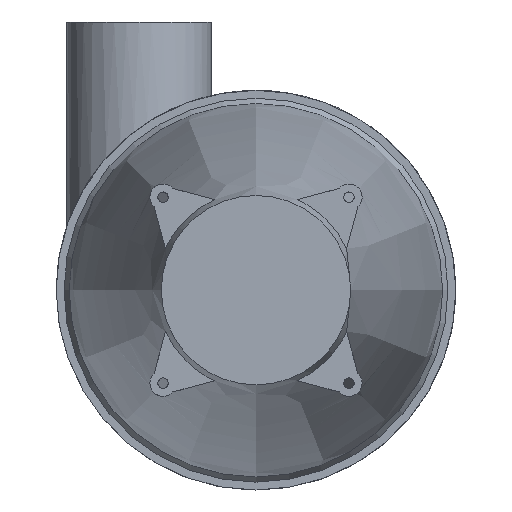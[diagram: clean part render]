
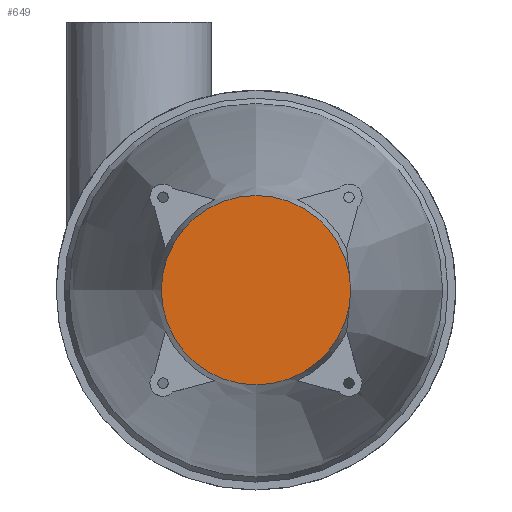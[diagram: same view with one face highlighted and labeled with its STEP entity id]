
A CAD part, front view. The second image highlights one B-rep face of the part: STEP entity #649.
In plain terms, the highlighted planar face has unit normal (0, -1, 0).
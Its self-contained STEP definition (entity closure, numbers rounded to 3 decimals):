
#82=FACE_OUTER_BOUND('',#131,.T.);
#131=EDGE_LOOP('',(#566));
#145=CIRCLE('',#682,36.);
#272=VERTEX_POINT('',#1131);
#340=EDGE_CURVE('',#272,#272,#145,.T.);
#566=ORIENTED_EDGE('',*,*,#340,.T.);
#612=PLANE('',#718);
#649=ADVANCED_FACE('',(#82),#612,.T.);
#682=AXIS2_PLACEMENT_3D('',#1151,#757,#758);
#718=AXIS2_PLACEMENT_3D('',#2482,#852,#853);
#757=DIRECTION('center_axis',(0.,-1.,0.));
#758=DIRECTION('ref_axis',(1.,0.,0.));
#852=DIRECTION('center_axis',(0.,-1.,0.));
#853=DIRECTION('ref_axis',(0.,0.,-1.));
#1131=CARTESIAN_POINT('',(36.,-8.5,0.));
#1151=CARTESIAN_POINT('Origin',(0.,-8.5,0.));
#2482=CARTESIAN_POINT('Origin',(0.,-8.5,0.));
